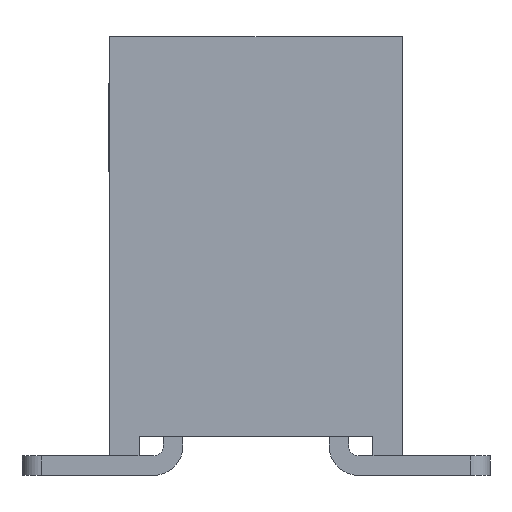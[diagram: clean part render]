
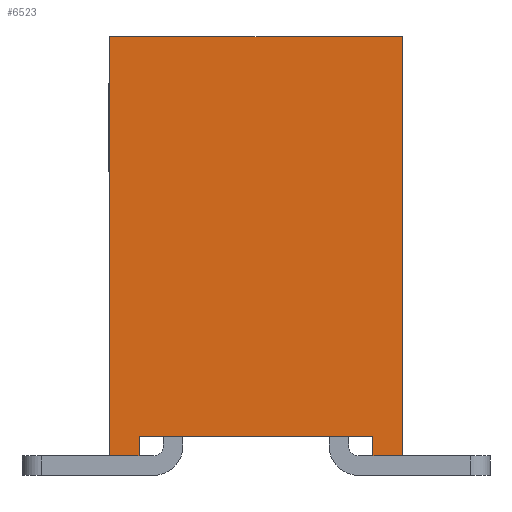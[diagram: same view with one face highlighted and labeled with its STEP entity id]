
A CAD part, front view. The second image highlights one B-rep face of the part: STEP entity #6523.
In plain terms, the highlighted planar face has unit normal (0, -1, 0).
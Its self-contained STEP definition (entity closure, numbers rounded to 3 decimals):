
#629 = CARTESIAN_POINT ( 'NONE',  ( 1.2, -12.9, 2. ) ) ;
#691 = ORIENTED_EDGE ( 'NONE', *, *, #31953, .F. ) ;
#842 = EDGE_CURVE ( 'NONE', #3228, #7063, #41581, .T. ) ;
#1386 = PLANE ( 'NONE',  #36882 ) ;
#1481 = EDGE_CURVE ( 'NONE', #49797, #18767, #38008, .T. ) ;
#3228 = VERTEX_POINT ( 'NONE', #15464 ) ;
#4028 = ORIENTED_EDGE ( 'NONE', *, *, #28695, .T. ) ;
#4667 = DIRECTION ( 'NONE',  ( 0., 0., -1. ) ) ;
#4953 = VECTOR ( 'NONE', #37744, 1000. ) ;
#5393 = DIRECTION ( 'NONE',  ( 1., 0., 0. ) ) ;
#6523 = ADVANCED_FACE ( 'NONE', ( #21522 ), #1386, .F. ) ;
#7063 = VERTEX_POINT ( 'NONE', #21664 ) ;
#7639 = CARTESIAN_POINT ( 'NONE',  ( 1.2, -12.9, 1.8 ) ) ;
#8203 = CARTESIAN_POINT ( 'NONE',  ( 1.5, -12.9, 1.8 ) ) ;
#9827 = CARTESIAN_POINT ( 'NONE',  ( 1.5, -12.9, 1.8 ) ) ;
#10529 = EDGE_LOOP ( 'NONE', ( #20440, #4028, #38629, #39688, #42109, #46059, #47408, #691 ) ) ;
#12293 = EDGE_CURVE ( 'NONE', #44395, #21252, #13644, .T. ) ;
#13644 = LINE ( 'NONE', #9827, #46034 ) ;
#14862 = CARTESIAN_POINT ( 'NONE',  ( 1.5, -12.9, 1.8 ) ) ;
#15464 = CARTESIAN_POINT ( 'NONE',  ( -1.5, -12.9, 6.1 ) ) ;
#16669 = VERTEX_POINT ( 'NONE', #24588 ) ;
#16971 = CARTESIAN_POINT ( 'NONE',  ( 1.5, -12.9, 6.1 ) ) ;
#17135 = CARTESIAN_POINT ( 'NONE',  ( 1.5, -12.9, 6.1 ) ) ;
#18767 = VERTEX_POINT ( 'NONE', #40771 ) ;
#20432 = LINE ( 'NONE', #32641, #37163 ) ;
#20440 = ORIENTED_EDGE ( 'NONE', *, *, #1481, .F. ) ;
#21165 = VECTOR ( 'NONE', #42867, 1000. ) ;
#21252 = VERTEX_POINT ( 'NONE', #8203 ) ;
#21522 = FACE_OUTER_BOUND ( 'NONE', #10529, .T. ) ;
#21664 = CARTESIAN_POINT ( 'NONE',  ( -1.5, -12.9, 1.8 ) ) ;
#21929 = DIRECTION ( 'NONE',  ( 0., 0., -1. ) ) ;
#22797 = VERTEX_POINT ( 'NONE', #48353 ) ;
#24365 = LINE ( 'NONE', #27987, #49826 ) ;
#24588 = CARTESIAN_POINT ( 'NONE',  ( 1.5, -12.9, 6.1 ) ) ;
#25330 = LINE ( 'NONE', #32884, #31015 ) ;
#27987 = CARTESIAN_POINT ( 'NONE',  ( 1.5, -12.9, 6.1 ) ) ;
#28695 = EDGE_CURVE ( 'NONE', #49797, #44395, #20432, .T. ) ;
#31015 = VECTOR ( 'NONE', #21929, 1000. ) ;
#31595 = EDGE_CURVE ( 'NONE', #3228, #16669, #24365, .T. ) ;
#31953 = EDGE_CURVE ( 'NONE', #18767, #22797, #25330, .T. ) ;
#32222 = VECTOR ( 'NONE', #45504, 1000. ) ;
#32418 = DIRECTION ( 'NONE',  ( 1., 0., 0. ) ) ;
#32641 = CARTESIAN_POINT ( 'NONE',  ( 1.2, -12.9, 2. ) ) ;
#32884 = CARTESIAN_POINT ( 'NONE',  ( -1.2, -12.9, 2. ) ) ;
#33590 = DIRECTION ( 'NONE',  ( 0., 0., -1. ) ) ;
#35377 = VECTOR ( 'NONE', #33590, 1000. ) ;
#36617 = DIRECTION ( 'NONE',  ( 0., 1., 0. ) ) ;
#36882 = AXIS2_PLACEMENT_3D ( 'NONE', #17135, #36617, #44874 ) ;
#37163 = VECTOR ( 'NONE', #4667, 1000. ) ;
#37241 = CARTESIAN_POINT ( 'NONE',  ( -1.2, -12.9, 2. ) ) ;
#37347 = EDGE_CURVE ( 'NONE', #7063, #22797, #50355, .T. ) ;
#37744 = DIRECTION ( 'NONE',  ( 0., 0., -1. ) ) ;
#38008 = LINE ( 'NONE', #37241, #32222 ) ;
#38629 = ORIENTED_EDGE ( 'NONE', *, *, #12293, .T. ) ;
#39688 = ORIENTED_EDGE ( 'NONE', *, *, #46248, .F. ) ;
#40539 = LINE ( 'NONE', #16971, #35377 ) ;
#40771 = CARTESIAN_POINT ( 'NONE',  ( -1.2, -12.9, 2. ) ) ;
#41581 = LINE ( 'NONE', #41848, #4953 ) ;
#41848 = CARTESIAN_POINT ( 'NONE',  ( -1.5, -12.9, 6.1 ) ) ;
#42109 = ORIENTED_EDGE ( 'NONE', *, *, #31595, .F. ) ;
#42867 = DIRECTION ( 'NONE',  ( 1., 0., 0. ) ) ;
#44395 = VERTEX_POINT ( 'NONE', #7639 ) ;
#44874 = DIRECTION ( 'NONE',  ( 0., 0., 1. ) ) ;
#45504 = DIRECTION ( 'NONE',  ( -1., 0., 0. ) ) ;
#46034 = VECTOR ( 'NONE', #5393, 1000. ) ;
#46059 = ORIENTED_EDGE ( 'NONE', *, *, #842, .T. ) ;
#46248 = EDGE_CURVE ( 'NONE', #16669, #21252, #40539, .T. ) ;
#47408 = ORIENTED_EDGE ( 'NONE', *, *, #37347, .T. ) ;
#48353 = CARTESIAN_POINT ( 'NONE',  ( -1.2, -12.9, 1.8 ) ) ;
#49797 = VERTEX_POINT ( 'NONE', #629 ) ;
#49826 = VECTOR ( 'NONE', #32418, 1000. ) ;
#50355 = LINE ( 'NONE', #14862, #21165 ) ;
